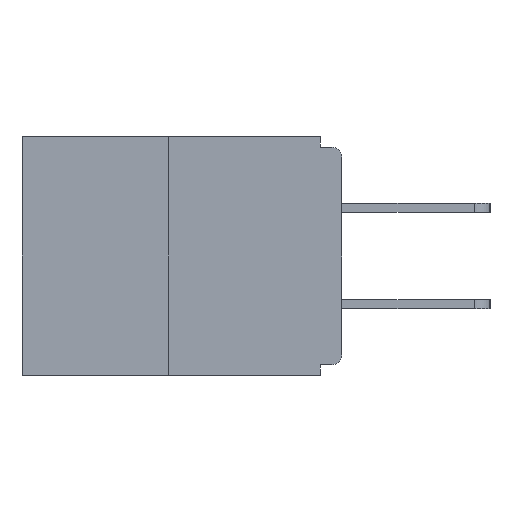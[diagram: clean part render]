
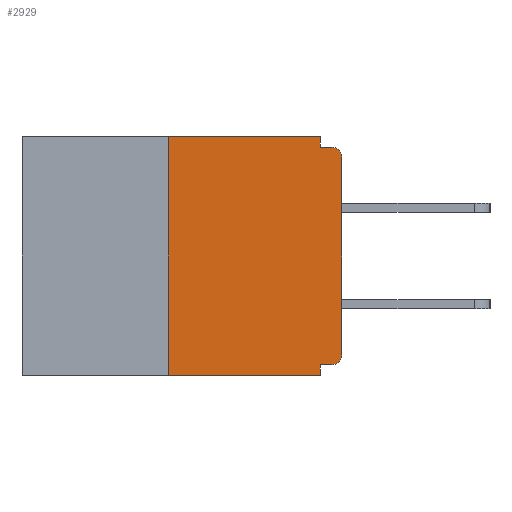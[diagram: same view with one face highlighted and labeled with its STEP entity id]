
A CAD part, left-side view. The second image highlights one B-rep face of the part: STEP entity #2929.
In plain terms, the highlighted planar face has unit normal (-1, 0, 0).
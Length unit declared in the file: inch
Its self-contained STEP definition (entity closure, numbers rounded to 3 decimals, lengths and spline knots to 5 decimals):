
#186 = VERTEX_POINT ( 'NONE', #12495 ) ;
#187 = VERTEX_POINT ( 'NONE', #13710 ) ;
#495 = PLANE ( 'NONE',  #14639 ) ;
#542 = VERTEX_POINT ( 'NONE', #1623 ) ;
#962 = LINE ( 'NONE', #12698, #13446 ) ;
#1215 = ORIENTED_EDGE ( 'NONE', *, *, #13440, .T. ) ;
#1318 = DIRECTION ( 'NONE',  ( 0., 0., 1. ) ) ;
#1348 = EDGE_CURVE ( 'NONE', #186, #5718, #2112, .T. ) ;
#1417 = DIRECTION ( 'NONE',  ( 0., 0., -1. ) ) ;
#1543 = DIRECTION ( 'NONE',  ( 0., -1., 0. ) ) ;
#1610 = EDGE_CURVE ( 'NONE', #8321, #12353, #6264, .T. ) ;
#1623 = CARTESIAN_POINT ( 'NONE',  ( 0., 0.031, -0.328 ) ) ;
#1985 = AXIS2_PLACEMENT_3D ( 'NONE', #15281, #9424, #9523 ) ;
#2112 = LINE ( 'NONE', #2145, #15493 ) ;
#2145 = CARTESIAN_POINT ( 'NONE',  ( 0., 0.46, -0.343 ) ) ;
#2234 = EDGE_CURVE ( 'NONE', #7015, #542, #962, .T. ) ;
#2256 = CARTESIAN_POINT ( 'NONE',  ( 0., 0., -0.03 ) ) ;
#2611 = LINE ( 'NONE', #9782, #7493 ) ;
#2666 = FACE_OUTER_BOUND ( 'NONE', #8462, .T. ) ;
#2822 = CARTESIAN_POINT ( 'NONE',  ( 0., 0.031, -0.343 ) ) ;
#2929 = ADVANCED_FACE ( 'NONE', ( #2666 ), #495, .F. ) ;
#3016 = VERTEX_POINT ( 'NONE', #14433 ) ;
#3274 = DIRECTION ( 'NONE',  ( -1., 0., 0. ) ) ;
#3407 = VECTOR ( 'NONE', #1318, 39.37008 ) ;
#3702 = CARTESIAN_POINT ( 'NONE',  ( 0., 0.031, -0.343 ) ) ;
#3852 = EDGE_CURVE ( 'NONE', #7015, #8605, #9597, .T. ) ;
#3890 = LINE ( 'NONE', #8839, #4106 ) ;
#4106 = VECTOR ( 'NONE', #4801, 39.37008 ) ;
#4687 = CARTESIAN_POINT ( 'NONE',  ( 0., 0.015, -0.328 ) ) ;
#4692 = VERTEX_POINT ( 'NONE', #2256 ) ;
#4801 = DIRECTION ( 'NONE',  ( 0., 0., 1. ) ) ;
#4924 = CARTESIAN_POINT ( 'NONE',  ( 0., 0., -0.015 ) ) ;
#5031 = ORIENTED_EDGE ( 'NONE', *, *, #10918, .F. ) ;
#5314 = DIRECTION ( 'NONE',  ( 1., 0., 0. ) ) ;
#5440 = AXIS2_PLACEMENT_3D ( 'NONE', #12553, #3274, #12923 ) ;
#5718 = VERTEX_POINT ( 'NONE', #2822 ) ;
#6060 = VECTOR ( 'NONE', #1543, 39.37008 ) ;
#6264 = LINE ( 'NONE', #6830, #7381 ) ;
#6641 = DIRECTION ( 'NONE',  ( 0., 0., -1. ) ) ;
#6830 = CARTESIAN_POINT ( 'NONE',  ( 0., 0.46, 0. ) ) ;
#7015 = VERTEX_POINT ( 'NONE', #4687 ) ;
#7370 = EDGE_CURVE ( 'NONE', #8605, #4692, #3890, .T. ) ;
#7381 = VECTOR ( 'NONE', #14084, 39.37008 ) ;
#7493 = VECTOR ( 'NONE', #6641, 39.37008 ) ;
#7661 = DIRECTION ( 'NONE',  ( 0., 1., 0. ) ) ;
#8124 = CARTESIAN_POINT ( 'NONE',  ( 0., 0.031, 0. ) ) ;
#8321 = VERTEX_POINT ( 'NONE', #9821 ) ;
#8462 = EDGE_LOOP ( 'NONE', ( #13495, #5031, #9068, #13907, #10206, #13017, #9312, #1215, #11903, #14494 ) ) ;
#8556 = CARTESIAN_POINT ( 'NONE',  ( 0., 0.25, 0. ) ) ;
#8605 = VERTEX_POINT ( 'NONE', #10967 ) ;
#8693 = VECTOR ( 'NONE', #1417, 39.37008 ) ;
#8720 = LINE ( 'NONE', #3702, #8693 ) ;
#8839 = CARTESIAN_POINT ( 'NONE',  ( 0., 0., 0. ) ) ;
#9068 = ORIENTED_EDGE ( 'NONE', *, *, #1348, .T. ) ;
#9312 = ORIENTED_EDGE ( 'NONE', *, *, #7370, .T. ) ;
#9424 = DIRECTION ( 'NONE',  ( -1., 0., 0. ) ) ;
#9523 = DIRECTION ( 'NONE',  ( 0., 0., -1. ) ) ;
#9597 = CIRCLE ( 'NONE', #5440, 0.015 ) ;
#9782 = CARTESIAN_POINT ( 'NONE',  ( 0., 0.031, 0. ) ) ;
#9821 = CARTESIAN_POINT ( 'NONE',  ( 0., 0.25, 0. ) ) ;
#9852 = LINE ( 'NONE', #4924, #6060 ) ;
#10195 = EDGE_CURVE ( 'NONE', #3016, #187, #9852, .T. ) ;
#10206 = ORIENTED_EDGE ( 'NONE', *, *, #2234, .F. ) ;
#10714 = EDGE_CURVE ( 'NONE', #542, #5718, #8720, .T. ) ;
#10918 = EDGE_CURVE ( 'NONE', #186, #8321, #14344, .T. ) ;
#10967 = CARTESIAN_POINT ( 'NONE',  ( 0., 0., -0.313 ) ) ;
#11903 = ORIENTED_EDGE ( 'NONE', *, *, #10195, .F. ) ;
#12353 = VERTEX_POINT ( 'NONE', #8124 ) ;
#12471 = EDGE_CURVE ( 'NONE', #12353, #3016, #2611, .T. ) ;
#12495 = CARTESIAN_POINT ( 'NONE',  ( 0., 0.25, -0.343 ) ) ;
#12553 = CARTESIAN_POINT ( 'NONE',  ( 0., 0.015, -0.313 ) ) ;
#12558 = CARTESIAN_POINT ( 'NONE',  ( 0., 0.46, 0. ) ) ;
#12698 = CARTESIAN_POINT ( 'NONE',  ( 0., 0., -0.328 ) ) ;
#12923 = DIRECTION ( 'NONE',  ( 0., 0., -1. ) ) ;
#13017 = ORIENTED_EDGE ( 'NONE', *, *, #3852, .T. ) ;
#13032 = DIRECTION ( 'NONE',  ( 0., -1., 0. ) ) ;
#13440 = EDGE_CURVE ( 'NONE', #4692, #187, #13736, .T. ) ;
#13446 = VECTOR ( 'NONE', #7661, 39.37008 ) ;
#13495 = ORIENTED_EDGE ( 'NONE', *, *, #1610, .F. ) ;
#13710 = CARTESIAN_POINT ( 'NONE',  ( 0., 0.015, -0.015 ) ) ;
#13736 = CIRCLE ( 'NONE', #1985, 0.015 ) ;
#13776 = DIRECTION ( 'NONE',  ( 0., 0., -1. ) ) ;
#13907 = ORIENTED_EDGE ( 'NONE', *, *, #10714, .F. ) ;
#14084 = DIRECTION ( 'NONE',  ( 0., -1., 0. ) ) ;
#14344 = LINE ( 'NONE', #8556, #3407 ) ;
#14433 = CARTESIAN_POINT ( 'NONE',  ( 0., 0.031, -0.015 ) ) ;
#14494 = ORIENTED_EDGE ( 'NONE', *, *, #12471, .F. ) ;
#14639 = AXIS2_PLACEMENT_3D ( 'NONE', #12558, #5314, #13776 ) ;
#15281 = CARTESIAN_POINT ( 'NONE',  ( 0., 0.015, -0.03 ) ) ;
#15493 = VECTOR ( 'NONE', #13032, 39.37008 ) ;
